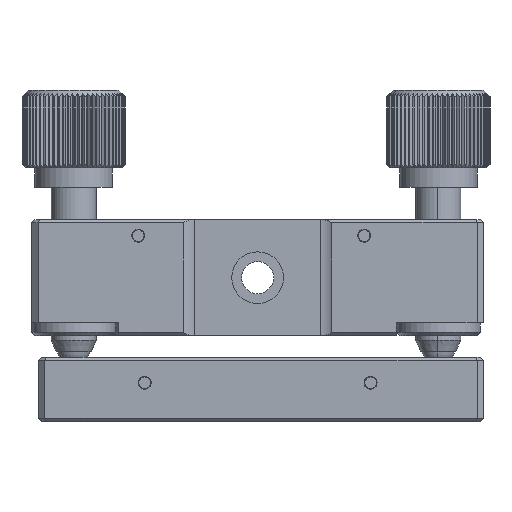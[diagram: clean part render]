
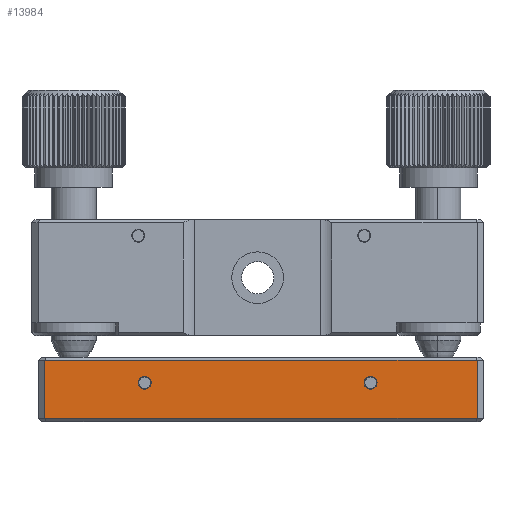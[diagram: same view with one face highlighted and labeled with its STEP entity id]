
A CAD part, front view. The second image highlights one B-rep face of the part: STEP entity #13984.
In plain terms, the highlighted planar face has unit normal (0, -1, 0).
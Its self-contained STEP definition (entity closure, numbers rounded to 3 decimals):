
#54 = VERTEX_POINT ( 'NONE', #31802 ) ;
#910 = FACE_BOUND ( 'NONE', #17747, .T. ) ;
#1317 = DIRECTION ( 'NONE',  ( 1., 0., 0. ) ) ;
#1448 = CARTESIAN_POINT ( 'NONE',  ( -45.393, -31.717, 57.2 ) ) ;
#1925 = CIRCLE ( 'NONE', #6150, 1. ) ;
#2320 = VECTOR ( 'NONE', #28899, 1000. ) ;
#2476 = EDGE_CURVE ( 'NONE', #54, #7773, #25079, .T. ) ;
#2626 = CARTESIAN_POINT ( 'NONE',  ( 5.107, -31.717, 52.7 ) ) ;
#3451 = EDGE_CURVE ( 'NONE', #17944, #8116, #1925, .T. ) ;
#3621 = EDGE_LOOP ( 'NONE', ( #20304, #30026 ) ) ;
#3743 = FACE_BOUND ( 'NONE', #3621, .T. ) ;
#4445 = ORIENTED_EDGE ( 'NONE', *, *, #3451, .F. ) ;
#4498 = PLANE ( 'NONE',  #8323 ) ;
#4720 = ORIENTED_EDGE ( 'NONE', *, *, #5821, .F. ) ;
#4834 = VECTOR ( 'NONE', #26944, 1000. ) ;
#5821 = EDGE_CURVE ( 'NONE', #54, #15064, #30062, .T. ) ;
#5913 = EDGE_CURVE ( 'NONE', #32863, #30889, #20299, .T. ) ;
#6003 = AXIS2_PLACEMENT_3D ( 'NONE', #23565, #23676, #31533 ) ;
#6150 = AXIS2_PLACEMENT_3D ( 'NONE', #7567, #20656, #28294 ) ;
#6284 = CARTESIAN_POINT ( 'NONE',  ( -45.393, -31.717, 48.2 ) ) ;
#6599 = AXIS2_PLACEMENT_3D ( 'NONE', #14923, #33395, #25305 ) ;
#7204 = CARTESIAN_POINT ( 'NONE',  ( 5.107, -31.717, 54.7 ) ) ;
#7567 = CARTESIAN_POINT ( 'NONE',  ( -29.893, -31.717, 53.7 ) ) ;
#7773 = VERTEX_POINT ( 'NONE', #1448 ) ;
#8116 = VERTEX_POINT ( 'NONE', #29127 ) ;
#8323 = AXIS2_PLACEMENT_3D ( 'NONE', #22887, #9473, #30302 ) ;
#9473 = DIRECTION ( 'NONE',  ( 0., 1., 0. ) ) ;
#11925 = EDGE_LOOP ( 'NONE', ( #4720, #27153, #17347, #33533 ) ) ;
#12472 = CARTESIAN_POINT ( 'NONE',  ( -29.893, -31.717, 54.7 ) ) ;
#12946 = LINE ( 'NONE', #29891, #4834 ) ;
#13104 = CARTESIAN_POINT ( 'NONE',  ( 21.607, -31.717, 57.7 ) ) ;
#13984 = ADVANCED_FACE ( 'NONE', ( #910, #3743, #19572 ), #4498, .F. ) ;
#14003 = EDGE_CURVE ( 'NONE', #30889, #32863, #17531, .T. ) ;
#14923 = CARTESIAN_POINT ( 'NONE',  ( 5.107, -31.717, 53.7 ) ) ;
#15064 = VERTEX_POINT ( 'NONE', #32560 ) ;
#16232 = DIRECTION ( 'NONE',  ( 0., -1., 0. ) ) ;
#16916 = CIRCLE ( 'NONE', #22089, 1. ) ;
#17347 = ORIENTED_EDGE ( 'NONE', *, *, #31835, .T. ) ;
#17531 = CIRCLE ( 'NONE', #6599, 1. ) ;
#17747 = EDGE_LOOP ( 'NONE', ( #21140, #4445 ) ) ;
#17944 = VERTEX_POINT ( 'NONE', #12472 ) ;
#18285 = DIRECTION ( 'NONE',  ( 0., 0., -1. ) ) ;
#18792 = EDGE_CURVE ( 'NONE', #27209, #15064, #19220, .T. ) ;
#19220 = LINE ( 'NONE', #6284, #29435 ) ;
#19478 = VECTOR ( 'NONE', #20835, 1000. ) ;
#19572 = FACE_OUTER_BOUND ( 'NONE', #11925, .T. ) ;
#20299 = CIRCLE ( 'NONE', #6003, 1. ) ;
#20304 = ORIENTED_EDGE ( 'NONE', *, *, #5913, .F. ) ;
#20656 = DIRECTION ( 'NONE',  ( 0., -1., 0. ) ) ;
#20835 = DIRECTION ( 'NONE',  ( 0., 0., -1. ) ) ;
#21140 = ORIENTED_EDGE ( 'NONE', *, *, #25714, .F. ) ;
#22089 = AXIS2_PLACEMENT_3D ( 'NONE', #31852, #16232, #18285 ) ;
#22887 = CARTESIAN_POINT ( 'NONE',  ( -45.393, -31.717, 57.7 ) ) ;
#23565 = CARTESIAN_POINT ( 'NONE',  ( 5.107, -31.717, 53.7 ) ) ;
#23676 = DIRECTION ( 'NONE',  ( 0., -1., 0. ) ) ;
#23758 = CARTESIAN_POINT ( 'NONE',  ( -45.393, -31.717, 57.2 ) ) ;
#25079 = LINE ( 'NONE', #23758, #2320 ) ;
#25305 = DIRECTION ( 'NONE',  ( 0., 0., -1. ) ) ;
#25714 = EDGE_CURVE ( 'NONE', #8116, #17944, #16916, .T. ) ;
#26944 = DIRECTION ( 'NONE',  ( 0., 0., -1. ) ) ;
#27153 = ORIENTED_EDGE ( 'NONE', *, *, #2476, .T. ) ;
#27209 = VERTEX_POINT ( 'NONE', #30847 ) ;
#28294 = DIRECTION ( 'NONE',  ( 0., 0., -1. ) ) ;
#28899 = DIRECTION ( 'NONE',  ( -1., 0., 0. ) ) ;
#29127 = CARTESIAN_POINT ( 'NONE',  ( -29.893, -31.717, 52.7 ) ) ;
#29435 = VECTOR ( 'NONE', #1317, 1000. ) ;
#29891 = CARTESIAN_POINT ( 'NONE',  ( -45.393, -31.717, 57.7 ) ) ;
#30026 = ORIENTED_EDGE ( 'NONE', *, *, #14003, .F. ) ;
#30062 = LINE ( 'NONE', #13104, #19478 ) ;
#30302 = DIRECTION ( 'NONE',  ( 0., 0., 1. ) ) ;
#30847 = CARTESIAN_POINT ( 'NONE',  ( -45.393, -31.717, 48.2 ) ) ;
#30889 = VERTEX_POINT ( 'NONE', #7204 ) ;
#31533 = DIRECTION ( 'NONE',  ( 0., 0., -1. ) ) ;
#31802 = CARTESIAN_POINT ( 'NONE',  ( 21.607, -31.717, 57.2 ) ) ;
#31835 = EDGE_CURVE ( 'NONE', #7773, #27209, #12946, .T. ) ;
#31852 = CARTESIAN_POINT ( 'NONE',  ( -29.893, -31.717, 53.7 ) ) ;
#32560 = CARTESIAN_POINT ( 'NONE',  ( 21.607, -31.717, 48.2 ) ) ;
#32863 = VERTEX_POINT ( 'NONE', #2626 ) ;
#33395 = DIRECTION ( 'NONE',  ( 0., -1., 0. ) ) ;
#33533 = ORIENTED_EDGE ( 'NONE', *, *, #18792, .T. ) ;
